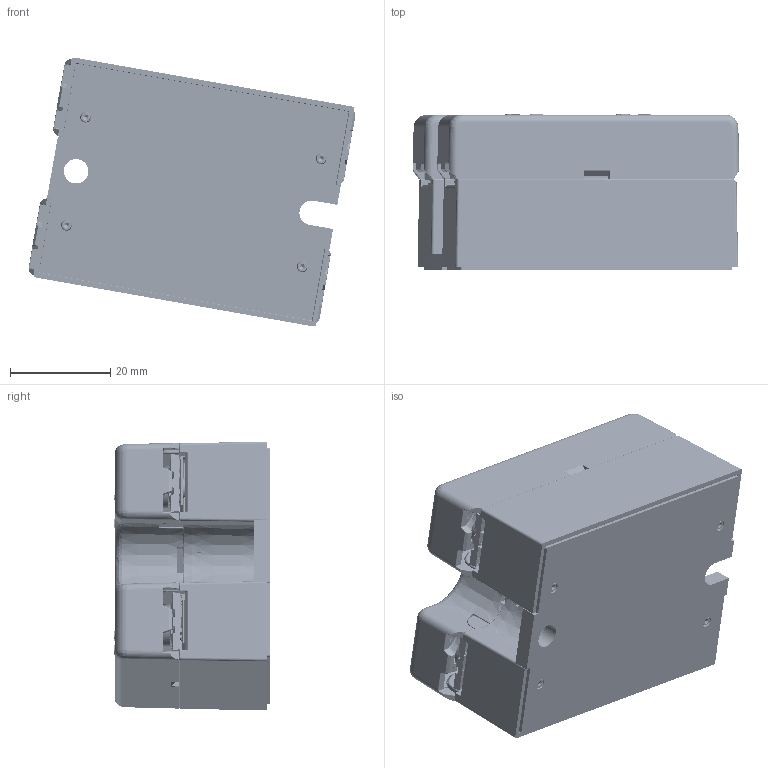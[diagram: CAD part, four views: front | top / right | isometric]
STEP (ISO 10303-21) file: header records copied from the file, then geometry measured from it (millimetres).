
FILE_DESCRIPTION (( 'STEP AP214' ), '1' );
FILE_NAME ('GN DC Output.STEP', '2016-08-23T20:59:33', ( '' ), ( '' ), 'SwSTEP 2.0', 'SolidWorks 2015', '' );
FILE_SCHEMA (( 'AUTOMOTIVE_DESIGN' ));
Length unit declared in the file: inch
Products named in the file (1): GN DC Output
Bounding box: 65.06 x 31.01 x 53.54 mm (x, y, z)
Surface area: 40859 mm2 (no closed solid volume)
Topology: 0 solids, 25 shells, 10568 faces, 26846 edges, 17128 vertices
Faces by surface type: plane 6652, cylinder 2072, bspline 1530, cone 314
Full cylindrical faces by diameter (mm): 1.194 x2, 2.134 x12, 2.159 x4, 2.54 x4, 2.705 x2, 3.175 x2, 3.302 x2, 3.41 x2, 3.454 x2, 3.531 x1, 3.556 x1, 4.191 x5, 4.572 x1, 4.877 x1, 6.858 x2, 8.001 x2
Entity records: 490307 total; most frequent: CARTESIAN_POINT 118082, ORIENTED_EDGE 52608, DIRECTION 40412, EDGE_CURVE 26306, LINE 17408, VECTOR 17408, VERTEX_POINT 16964, EDGE_LOOP 11848
